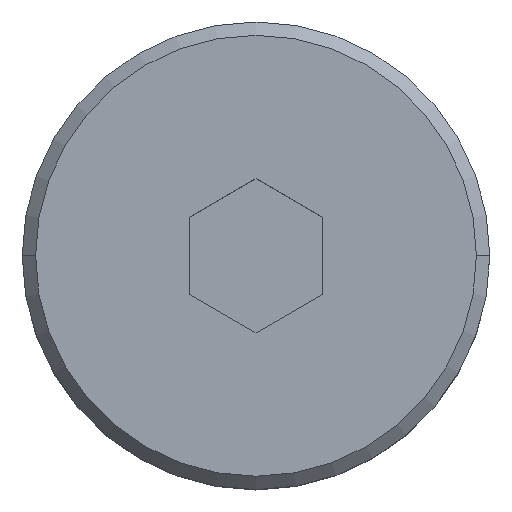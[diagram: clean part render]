
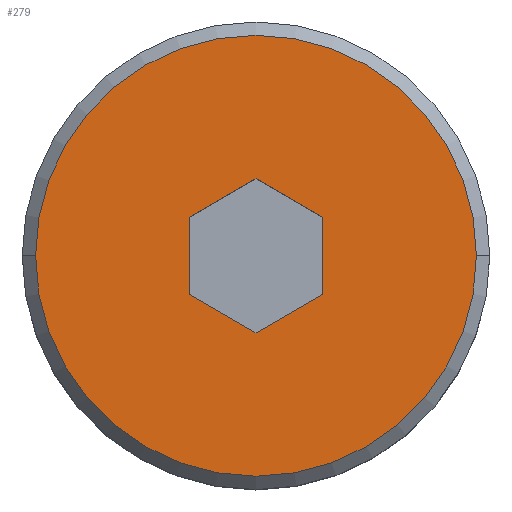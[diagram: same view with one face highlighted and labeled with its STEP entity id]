
A CAD part, top view. The second image highlights one B-rep face of the part: STEP entity #279.
In plain terms, the highlighted planar face has unit normal (0, 0, 1).
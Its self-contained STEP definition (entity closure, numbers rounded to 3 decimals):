
#7 = VECTOR ( 'NONE', #222, 1000. ) ;
#9 = CARTESIAN_POINT ( 'NONE',  ( -1., 0.577, 4. ) ) ;
#15 = EDGE_LOOP ( 'NONE', ( #105, #495, #173, #311, #365, #83 ) ) ;
#17 = AXIS2_PLACEMENT_3D ( 'NONE', #555, #136, #172 ) ;
#34 = EDGE_CURVE ( 'NONE', #98, #101, #107, .T. ) ;
#45 = EDGE_CURVE ( 'NONE', #101, #89, #525, .T. ) ;
#49 = ORIENTED_EDGE ( 'NONE', *, *, #144, .T. ) ;
#50 = CARTESIAN_POINT ( 'NONE',  ( -3.3, 0., 4. ) ) ;
#54 = CARTESIAN_POINT ( 'NONE',  ( 1., -0.577, 4. ) ) ;
#57 = VERTEX_POINT ( 'NONE', #155 ) ;
#58 = VECTOR ( 'NONE', #187, 1000. ) ;
#66 = CIRCLE ( 'NONE', #196, 3.3 ) ;
#75 = VECTOR ( 'NONE', #462, 1000. ) ;
#83 = ORIENTED_EDGE ( 'NONE', *, *, #373, .F. ) ;
#85 = VECTOR ( 'NONE', #359, 1000. ) ;
#88 = CARTESIAN_POINT ( 'NONE',  ( -1., -0.577, 4. ) ) ;
#89 = VERTEX_POINT ( 'NONE', #431 ) ;
#97 = CARTESIAN_POINT ( 'NONE',  ( 0., 1.155, 4. ) ) ;
#98 = VERTEX_POINT ( 'NONE', #153 ) ;
#101 = VERTEX_POINT ( 'NONE', #204 ) ;
#105 = ORIENTED_EDGE ( 'NONE', *, *, #543, .F. ) ;
#107 = LINE ( 'NONE', #283, #75 ) ;
#112 = CIRCLE ( 'NONE', #482, 3.3 ) ;
#113 = CARTESIAN_POINT ( 'NONE',  ( 0., 0., 4. ) ) ;
#136 = DIRECTION ( 'NONE',  ( 0., 0., 1. ) ) ;
#138 = LINE ( 'NONE', #9, #85 ) ;
#144 = EDGE_CURVE ( 'NONE', #57, #369, #66, .T. ) ;
#152 = DIRECTION ( 'NONE',  ( 1., 0., 0. ) ) ;
#153 = CARTESIAN_POINT ( 'NONE',  ( 0., -1.155, 4. ) ) ;
#155 = CARTESIAN_POINT ( 'NONE',  ( 3.3, 0., 4. ) ) ;
#167 = LINE ( 'NONE', #307, #429 ) ;
#171 = CARTESIAN_POINT ( 'NONE',  ( -1., -0.577, 4. ) ) ;
#172 = DIRECTION ( 'NONE',  ( 1., 0., 0. ) ) ;
#173 = ORIENTED_EDGE ( 'NONE', *, *, #34, .F. ) ;
#174 = ORIENTED_EDGE ( 'NONE', *, *, #484, .T. ) ;
#187 = DIRECTION ( 'NONE',  ( 0., 1., 0. ) ) ;
#196 = AXIS2_PLACEMENT_3D ( 'NONE', #289, #381, #512 ) ;
#197 = EDGE_CURVE ( 'NONE', #563, #98, #396, .T. ) ;
#199 = CARTESIAN_POINT ( 'NONE',  ( 0., 1.155, 4. ) ) ;
#204 = CARTESIAN_POINT ( 'NONE',  ( 1., -0.577, 4. ) ) ;
#217 = FACE_BOUND ( 'NONE', #15, .T. ) ;
#222 = DIRECTION ( 'NONE',  ( 0.866, -0.5, 0. ) ) ;
#226 = DIRECTION ( 'NONE',  ( -0.866, -0.5, 0. ) ) ;
#256 = DIRECTION ( 'NONE',  ( -0.866, 0.5, 0. ) ) ;
#257 = PLANE ( 'NONE',  #17 ) ;
#273 = VECTOR ( 'NONE', #226, 1000. ) ;
#279 = ADVANCED_FACE ( 'NONE', ( #523, #217 ), #257, .T. ) ;
#283 = CARTESIAN_POINT ( 'NONE',  ( 0., -1.155, 4. ) ) ;
#289 = CARTESIAN_POINT ( 'NONE',  ( 0., 0., 4. ) ) ;
#307 = CARTESIAN_POINT ( 'NONE',  ( 1., 0.577, 4. ) ) ;
#311 = ORIENTED_EDGE ( 'NONE', *, *, #197, .F. ) ;
#314 = EDGE_CURVE ( 'NONE', #459, #563, #138, .T. ) ;
#335 = DIRECTION ( 'NONE',  ( 0., 0., 1. ) ) ;
#359 = DIRECTION ( 'NONE',  ( 0., -1., 0. ) ) ;
#365 = ORIENTED_EDGE ( 'NONE', *, *, #314, .F. ) ;
#369 = VERTEX_POINT ( 'NONE', #50 ) ;
#373 = EDGE_CURVE ( 'NONE', #445, #459, #489, .T. ) ;
#381 = DIRECTION ( 'NONE',  ( 0., 0., 1. ) ) ;
#391 = EDGE_LOOP ( 'NONE', ( #174, #49 ) ) ;
#396 = LINE ( 'NONE', #88, #7 ) ;
#429 = VECTOR ( 'NONE', #256, 1000. ) ;
#431 = CARTESIAN_POINT ( 'NONE',  ( 1., 0.577, 4. ) ) ;
#445 = VERTEX_POINT ( 'NONE', #199 ) ;
#459 = VERTEX_POINT ( 'NONE', #541 ) ;
#462 = DIRECTION ( 'NONE',  ( 0.866, 0.5, 0. ) ) ;
#482 = AXIS2_PLACEMENT_3D ( 'NONE', #113, #335, #152 ) ;
#484 = EDGE_CURVE ( 'NONE', #369, #57, #112, .T. ) ;
#489 = LINE ( 'NONE', #97, #273 ) ;
#495 = ORIENTED_EDGE ( 'NONE', *, *, #45, .F. ) ;
#512 = DIRECTION ( 'NONE',  ( 1., 0., 0. ) ) ;
#523 = FACE_OUTER_BOUND ( 'NONE', #391, .T. ) ;
#525 = LINE ( 'NONE', #54, #58 ) ;
#541 = CARTESIAN_POINT ( 'NONE',  ( -1., 0.577, 4. ) ) ;
#543 = EDGE_CURVE ( 'NONE', #89, #445, #167, .T. ) ;
#555 = CARTESIAN_POINT ( 'NONE',  ( 0., 0., 4. ) ) ;
#563 = VERTEX_POINT ( 'NONE', #171 ) ;
